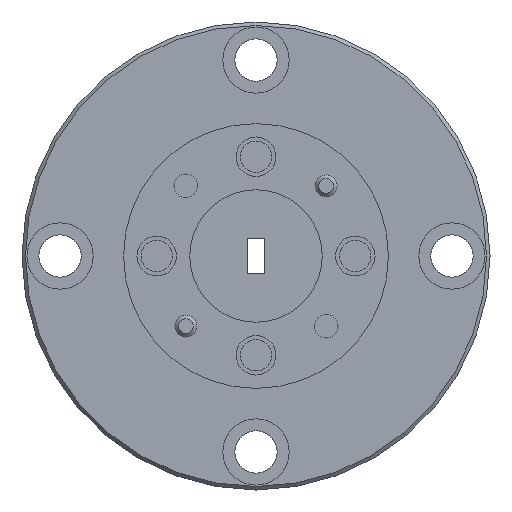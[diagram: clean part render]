
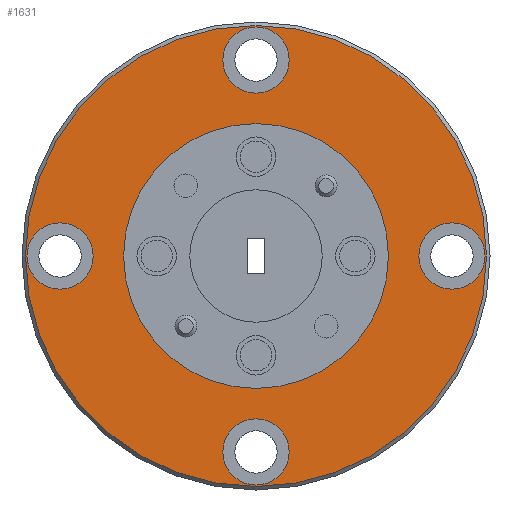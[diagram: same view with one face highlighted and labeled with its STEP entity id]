
A CAD part, left-side view. The second image highlights one B-rep face of the part: STEP entity #1631.
In plain terms, the highlighted planar face has unit normal (-1, 0, 0).
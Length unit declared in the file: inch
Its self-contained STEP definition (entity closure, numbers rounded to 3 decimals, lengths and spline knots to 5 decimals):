
#14 = VERTEX_POINT ( 'NONE', #1072 ) ;
#25 = FACE_BOUND ( 'NONE', #1560, .T. ) ;
#42 = AXIS2_PLACEMENT_3D ( 'NONE', #1690, #852, #283 ) ;
#148 = EDGE_LOOP ( 'NONE', ( #1388 ) ) ;
#209 = AXIS2_PLACEMENT_3D ( 'NONE', #280, #1413, #1718 ) ;
#277 = ORIENTED_EDGE ( 'NONE', *, *, #1233, .F. ) ;
#280 = CARTESIAN_POINT ( 'NONE',  ( 0., 0., 0. ) ) ;
#283 = DIRECTION ( 'NONE',  ( 0., 0., -1. ) ) ;
#311 = FACE_OUTER_BOUND ( 'NONE', #799, .T. ) ;
#313 = CIRCLE ( 'NONE', #1021, 0.09375 ) ;
#318 = CARTESIAN_POINT ( 'NONE',  ( 0., 0.55492, 0. ) ) ;
#327 = DIRECTION ( 'NONE',  ( -1., 0., 0. ) ) ;
#364 = ORIENTED_EDGE ( 'NONE', *, *, #1224, .F. ) ;
#462 = DIRECTION ( 'NONE',  ( -1., 0., 0. ) ) ;
#467 = CARTESIAN_POINT ( 'NONE',  ( 0., -0.55492, 0. ) ) ;
#521 = CIRCLE ( 'NONE', #42, 0.6526 ) ;
#524 = CIRCLE ( 'NONE', #1649, 0.09375 ) ;
#554 = ORIENTED_EDGE ( 'NONE', *, *, #1081, .T. ) ;
#572 = CARTESIAN_POINT ( 'NONE',  ( 0., 0., -0.46117 ) ) ;
#609 = EDGE_CURVE ( 'NONE', #1051, #1051, #524, .T. ) ;
#640 = CARTESIAN_POINT ( 'NONE',  ( 0., 0., -0.55492 ) ) ;
#723 = DIRECTION ( 'NONE',  ( 0., 0., -1. ) ) ;
#738 = AXIS2_PLACEMENT_3D ( 'NONE', #467, #1462, #1069 ) ;
#750 = ORIENTED_EDGE ( 'NONE', *, *, #1268, .T. ) ;
#765 = DIRECTION ( 'NONE',  ( 0., 0., 1. ) ) ;
#799 = EDGE_LOOP ( 'NONE', ( #554 ) ) ;
#825 = CARTESIAN_POINT ( 'NONE',  ( 0., 0.55492, 0.09375 ) ) ;
#852 = DIRECTION ( 'NONE',  ( -1., 0., 0. ) ) ;
#864 = VERTEX_POINT ( 'NONE', #1488 ) ;
#879 = DIRECTION ( 'NONE',  ( 1., 0., 0. ) ) ;
#934 = EDGE_LOOP ( 'NONE', ( #750 ) ) ;
#982 = AXIS2_PLACEMENT_3D ( 'NONE', #640, #327, #765 ) ;
#991 = PLANE ( 'NONE',  #209 ) ;
#1012 = EDGE_LOOP ( 'NONE', ( #364 ) ) ;
#1021 = AXIS2_PLACEMENT_3D ( 'NONE', #1314, #462, #1453 ) ;
#1051 = VERTEX_POINT ( 'NONE', #825 ) ;
#1052 = FACE_BOUND ( 'NONE', #1012, .T. ) ;
#1060 = EDGE_LOOP ( 'NONE', ( #277 ) ) ;
#1069 = DIRECTION ( 'NONE',  ( 0., 0., 1. ) ) ;
#1072 = CARTESIAN_POINT ( 'NONE',  ( 0., 0., -0.6526 ) ) ;
#1076 = CIRCLE ( 'NONE', #1380, 0.375 ) ;
#1081 = EDGE_CURVE ( 'NONE', #14, #14, #521, .T. ) ;
#1122 = CIRCLE ( 'NONE', #738, 0.09375 ) ;
#1140 = DIRECTION ( 'NONE',  ( -1., 0., 0. ) ) ;
#1161 = VERTEX_POINT ( 'NONE', #1629 ) ;
#1184 = VERTEX_POINT ( 'NONE', #572 ) ;
#1221 = CARTESIAN_POINT ( 'NONE',  ( 0., 0., -0.375 ) ) ;
#1224 = EDGE_CURVE ( 'NONE', #1161, #1161, #313, .T. ) ;
#1233 = EDGE_CURVE ( 'NONE', #864, #864, #1122, .T. ) ;
#1268 = EDGE_CURVE ( 'NONE', #1575, #1575, #1076, .T. ) ;
#1314 = CARTESIAN_POINT ( 'NONE',  ( 0., 0., 0.55492 ) ) ;
#1330 = DIRECTION ( 'NONE',  ( 0., 0., 1. ) ) ;
#1380 = AXIS2_PLACEMENT_3D ( 'NONE', #1530, #879, #723 ) ;
#1388 = ORIENTED_EDGE ( 'NONE', *, *, #609, .F. ) ;
#1413 = DIRECTION ( 'NONE',  ( 1., 0., 0. ) ) ;
#1453 = DIRECTION ( 'NONE',  ( 0., 0., 1. ) ) ;
#1462 = DIRECTION ( 'NONE',  ( -1., 0., 0. ) ) ;
#1488 = CARTESIAN_POINT ( 'NONE',  ( 0., -0.55492, 0.09375 ) ) ;
#1530 = CARTESIAN_POINT ( 'NONE',  ( 0., 0., 0. ) ) ;
#1560 = EDGE_LOOP ( 'NONE', ( #1683 ) ) ;
#1575 = VERTEX_POINT ( 'NONE', #1221 ) ;
#1586 = FACE_BOUND ( 'NONE', #1060, .T. ) ;
#1629 = CARTESIAN_POINT ( 'NONE',  ( 0., 0., 0.64867 ) ) ;
#1631 = ADVANCED_FACE ( 'NONE', ( #311, #1805, #1821, #1052, #25, #1586 ), #991, .F. ) ;
#1649 = AXIS2_PLACEMENT_3D ( 'NONE', #318, #1140, #1330 ) ;
#1683 = ORIENTED_EDGE ( 'NONE', *, *, #1747, .F. ) ;
#1690 = CARTESIAN_POINT ( 'NONE',  ( 0., 0., 0. ) ) ;
#1717 = CIRCLE ( 'NONE', #982, 0.09375 ) ;
#1718 = DIRECTION ( 'NONE',  ( 0., 0., -1. ) ) ;
#1747 = EDGE_CURVE ( 'NONE', #1184, #1184, #1717, .T. ) ;
#1805 = FACE_BOUND ( 'NONE', #934, .T. ) ;
#1821 = FACE_BOUND ( 'NONE', #148, .T. ) ;
